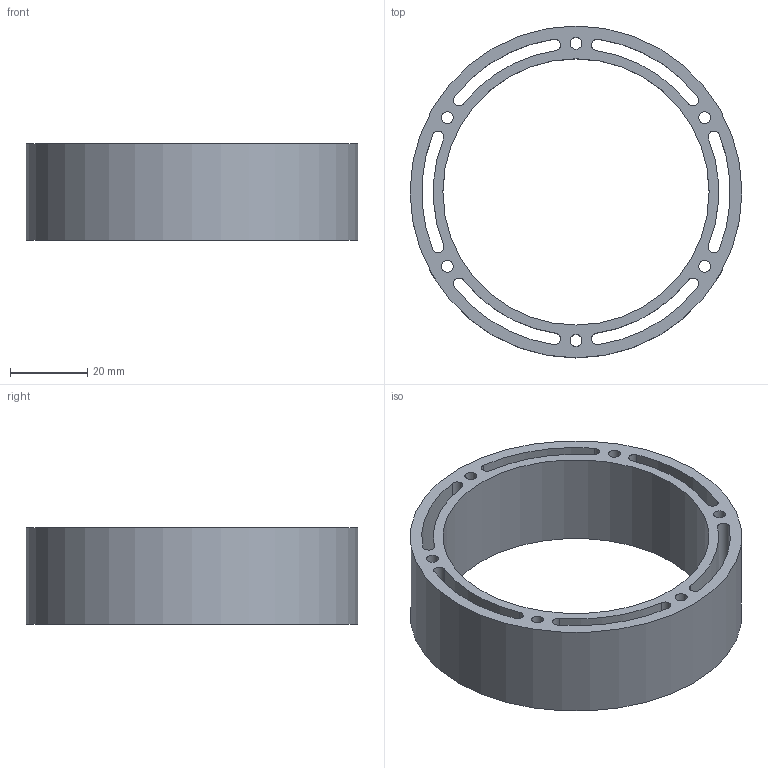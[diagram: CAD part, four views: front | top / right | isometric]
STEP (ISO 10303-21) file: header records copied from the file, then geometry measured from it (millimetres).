
FILE_DESCRIPTION((' '),'2;1');
FILE_NAME( '轮毂打印件-内圈69mm3_1mm安装孔.stp', '2024-06-06T15:50:00', (' '), ('--- ---'), ' V2024.1 Dec 29 2023', ' 2024 (c)', ' ');
FILE_SCHEMA(('AP242_MANAGED_MODEL_BASED_3D_ENGINEERING_MIM_LF { 1 0 10303 442 1 1 4 }'));
Length unit declared in the file: millimetre
Products named in the file (1): 轮毂打印件-内圈69mm3_1mm安装孔
Bounding box: 86 x 86 x 25 mm (x, y, z)
Volume: 36381.8 mm3; surface area: 26734.7 mm2
Topology: 1 solids, 1 shells, 34 faces, 96 edges, 65 vertices
Faces by surface type: cylinder 32, plane 2
Full cylindrical faces by diameter (mm): 3.1 x6, 69 x1, 86 x1
Entity records: 1230 total; most frequent: DIRECTION 240, CARTESIAN_POINT 198, ORIENTED_EDGE 176, AXIS2_PLACEMENT_3D 108, EDGE_CURVE 88, EDGE_LOOP 68, VERTEX_POINT 64, CIRCLE 64
